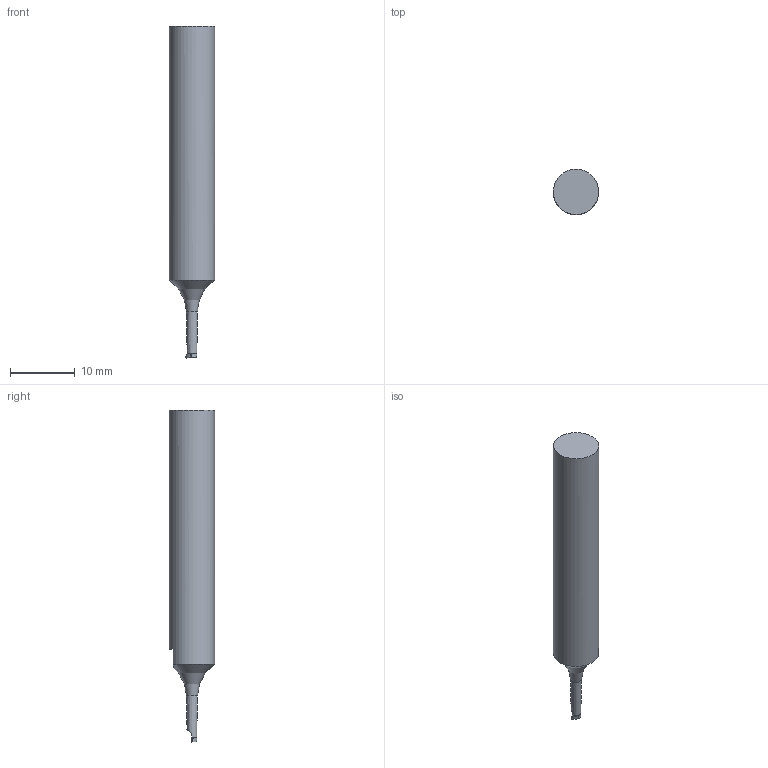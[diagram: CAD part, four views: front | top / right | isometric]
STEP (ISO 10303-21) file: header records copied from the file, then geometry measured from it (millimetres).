
FILE_DESCRIPTION((''),'1');
FILE_NAME('ST7W-EB2-7.stp','2022-09-26T23:57:49',(''),(''),'Spatial Interop R21 SP3','Kubotek KeyCreator 2011 V10.0.2 (22737)',' ');
FILE_SCHEMA(('automotive_design'));
Length unit declared in the file: millimetre
Products named in the file (2): 241[3]; 240[2]
Bounding box: 7 x 6.99 x 51.3 mm (x, y, z)
Volume: 1571.8 mm3; surface area: 1004.8 mm2
Topology: 2 solids, 2 shells, 20 faces, 47 edges, 31 vertices
Faces by surface type: plane 11, cone 5, cylinder 2, bspline 1, torus 1
Full cylindrical faces by diameter (mm): 7 x1
Entity records: 1096 total; most frequent: CARTESIAN_POINT 212, PRESENTATION_STYLE_ASSIGNMENT 85, COLOUR_RGB 85, ORIENTED_EDGE 82, DIRECTION 69, STYLED_ITEM 63, CURVE_STYLE 63, DRAUGHTING_PRE_DEFINED_CURVE_FONT 63
